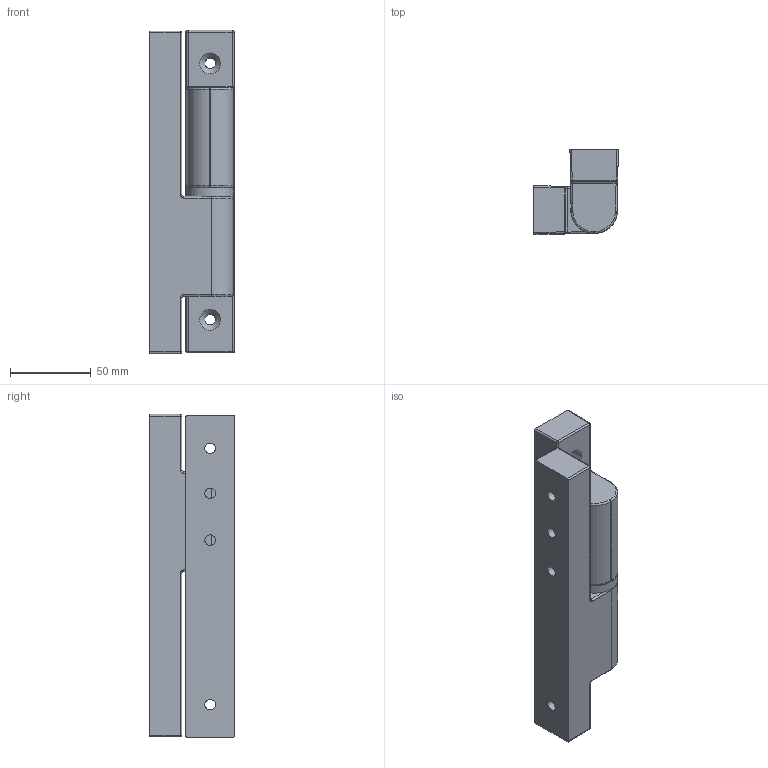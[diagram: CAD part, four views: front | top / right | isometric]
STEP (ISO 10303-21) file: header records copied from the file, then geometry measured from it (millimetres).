
FILE_DESCRIPTION(/* description */ (''),/* implementation_level */ '2;1');
FILE_NAME(/* name */ 'DR_D-101.stp',/* time_stamp */ '2023-02-27T13:48:38+09:00',/* author */ ('user'),/* organization */ (''),/* preprocessor_version */ 'ST-DEVELOPER v15.6',/* originating_system */ 'Autodesk Inventor 2015',/* authorisation */ '');
FILE_SCHEMA (('AUTOMOTIVE_DESIGN { 1 0 10303 214 3 1 1 }'));
Length unit declared in the file: millimetre
Products named in the file (4): DR_D-101; DR_D-101PIN; DR_D-101R
Bounding box: 52.5 x 52.5 x 200.5 mm (x, y, z)
Volume: 328843.8 mm3; surface area: 66259.5 mm2
Topology: 4 solids, 4 shells, 129 faces, 279 edges, 164 vertices
Faces by surface type: cylinder 65, plane 30, cone 10, bspline 8, torus 8, sphere 8
Full cylindrical faces by diameter (mm): 6.5 x8, 12 x4, 13 x8, 17 x2, 23 x2, 29 x1
Entity records: 2019 total; most frequent: CARTESIAN_POINT 399, DIRECTION 362, ORIENTED_EDGE 252, AXIS2_PLACEMENT_3D 159, EDGE_CURVE 126, EDGE_LOOP 110, VERTEX_POINT 86, FACE_OUTER_BOUND 73
